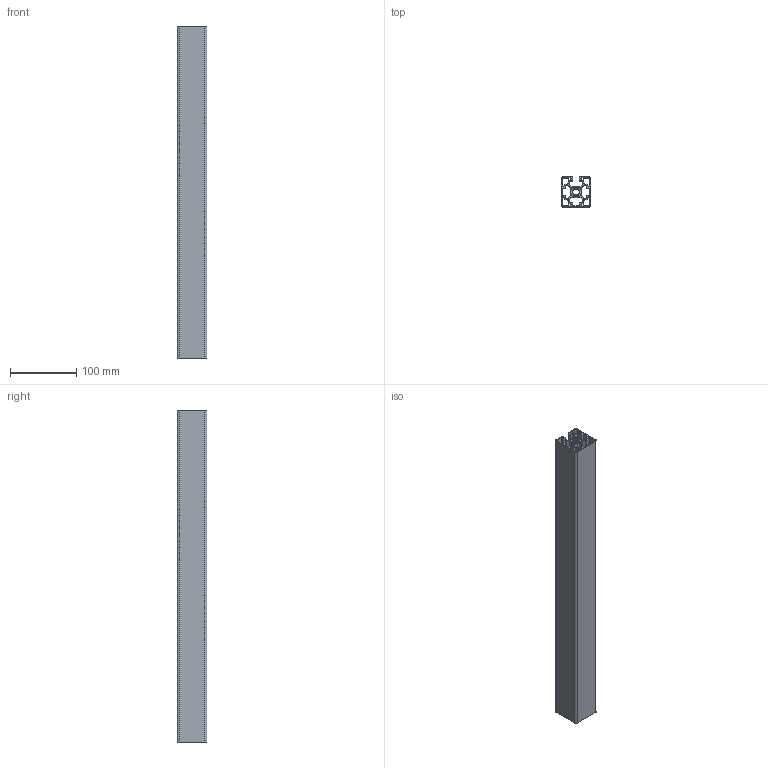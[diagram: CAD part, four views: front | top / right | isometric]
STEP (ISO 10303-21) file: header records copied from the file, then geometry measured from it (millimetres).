
FILE_DESCRIPTION (( 'STEP AP203' ), '1' );
FILE_NAME ('10 45X45 1S.STEP', '2012-06-01T08:34:15', ( 'alle' ), ( 'Hewlett-Packard Company' ), 'SwSTEP 2.0', 'SolidWorks 2011', '' );
FILE_SCHEMA (( 'CONFIG_CONTROL_DESIGN' ));
Length unit declared in the file: millimetre
Products named in the file (1): M ATP B10 4545L1N
Bounding box: 45 x 45 x 500 mm (x, y, z)
Volume: 312673.8 mm3; surface area: 326606.5 mm2
Topology: 1 solids, 1 shells, 248 faces, 738 edges, 492 vertices
Faces by surface type: cylinder 154, plane 94
Entity records: 8559 total; most frequent: DIRECTION 1544, CARTESIAN_POINT 1479, ORIENTED_EDGE 1476, EDGE_CURVE 738, AXIS2_PLACEMENT_3D 557, VERTEX_POINT 492, VECTOR 430, LINE 430
